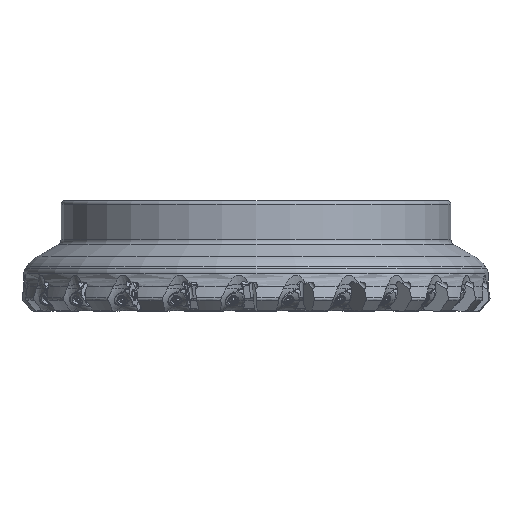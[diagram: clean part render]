
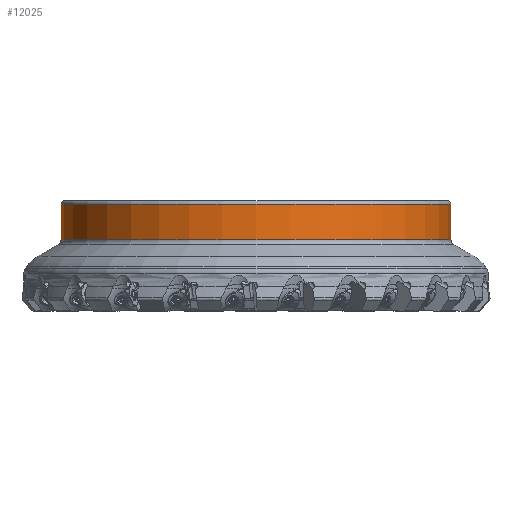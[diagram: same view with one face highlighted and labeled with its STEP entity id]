
A CAD part, front view. The second image highlights one B-rep face of the part: STEP entity #12025.
In plain terms, the highlighted cylindrical face has radius 110 mm (diameter 220 mm), a partial arc.
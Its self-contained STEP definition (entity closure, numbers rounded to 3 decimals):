
#2704=CYLINDRICAL_SURFACE('',#68653,110.);
#5061=LINE('',#123972,#8309);
#5062=LINE('',#123974,#8310);
#8309=VECTOR('',#80796,1.);
#8310=VECTOR('',#80797,1.);
#12025=ADVANCED_FACE('',(#16400),#2704,.T.);
#16400=FACE_OUTER_BOUND('',#20012,.T.);
#20012=EDGE_LOOP('',(#34687,#34688,#34689,#34690));
#23540=CIRCLE('',#68650,110.);
#23541=CIRCLE('',#68652,110.);
#34687=ORIENTED_EDGE('',*,*,#56447,.F.);
#34688=ORIENTED_EDGE('',*,*,#56446,.F.);
#34689=ORIENTED_EDGE('',*,*,#56448,.F.);
#34690=ORIENTED_EDGE('',*,*,#56449,.F.);
#48581=VERTEX_POINT('',#123965);
#48582=VERTEX_POINT('',#123967);
#48583=VERTEX_POINT('',#123973);
#48584=VERTEX_POINT('',#123975);
#56446=EDGE_CURVE('',#48582,#48581,#23540,.T.);
#56447=EDGE_CURVE('',#48581,#48583,#5061,.T.);
#56448=EDGE_CURVE('',#48584,#48582,#5062,.T.);
#56449=EDGE_CURVE('',#48583,#48584,#23541,.T.);
#68650=AXIS2_PLACEMENT_3D('',#123970,#80792,#80793);
#68652=AXIS2_PLACEMENT_3D('',#123976,#80798,#80799);
#68653=AXIS2_PLACEMENT_3D('',#123977,#80800,#80801);
#80792=DIRECTION('',(0.,0.,-1.));
#80793=DIRECTION('',(1.,0.,0.));
#80796=DIRECTION('',(0.,0.,1.));
#80797=DIRECTION('',(0.,0.,-1.));
#80798=DIRECTION('',(0.,0.,1.));
#80799=DIRECTION('',(-1.,0.,0.));
#80800=DIRECTION('',(0.,0.,-1.));
#80801=DIRECTION('',(-1.,0.,0.));
#123965=CARTESIAN_POINT('',(-110.,0.,-22.062));
#123967=CARTESIAN_POINT('',(110.,0.,-22.062));
#123970=CARTESIAN_POINT('',(0.,0.,-22.062));
#123972=CARTESIAN_POINT('',(-110.,0.,-22.062));
#123973=CARTESIAN_POINT('',(-110.,0.,-2.));
#123974=CARTESIAN_POINT('',(110.,0.,-2.));
#123975=CARTESIAN_POINT('',(110.,0.,-2.));
#123976=CARTESIAN_POINT('',(0.,0.,-2.));
#123977=CARTESIAN_POINT('',(0.,0.,-1.599));
